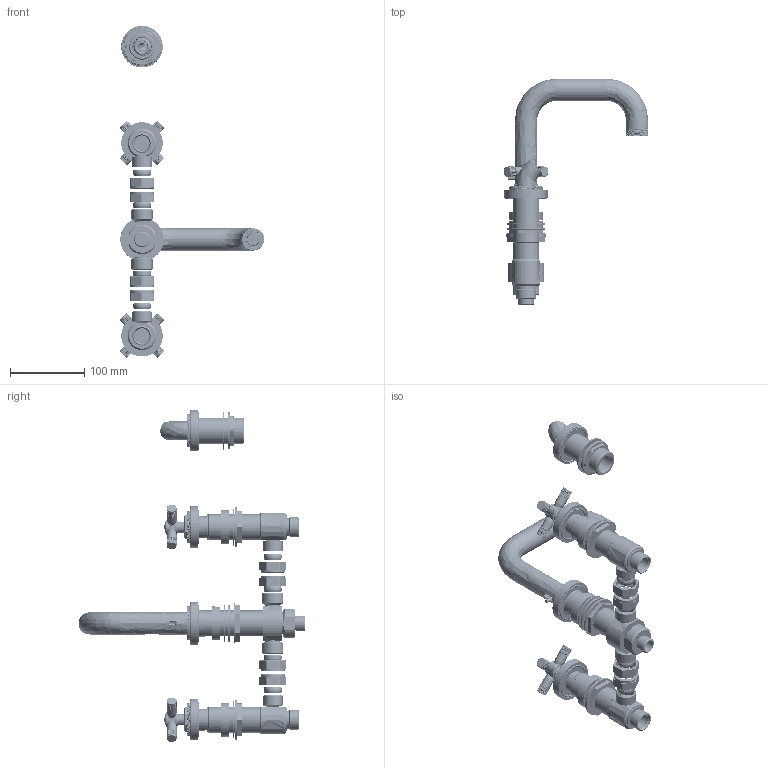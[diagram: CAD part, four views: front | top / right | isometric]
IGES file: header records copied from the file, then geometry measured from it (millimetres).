
Global section: file name: V7K48-1XK; native system: Autodesk Inventor 2018; preprocessor: unknown; author: clarkin; date: 20171006.094422; units: millimetre
Bounding box: 195.03 x 306 x 448.01 mm (x, y, z)
Volume: 693005.8 mm3; surface area: 437472.5 mm2
Topology: 115 solids, 116 shells, 36208 faces, 79502 edges, 43884 vertices
Faces by surface type: bspline 36208
